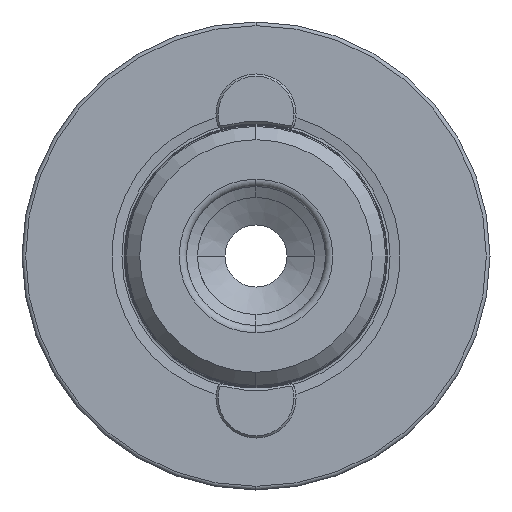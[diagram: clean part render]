
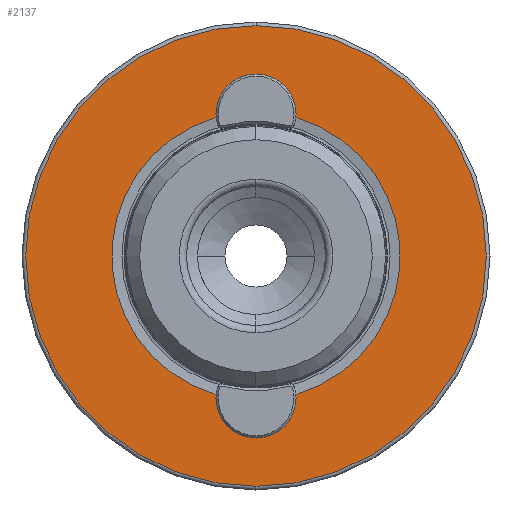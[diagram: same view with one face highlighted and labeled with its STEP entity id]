
A CAD part, left-side view. The second image highlights one B-rep face of the part: STEP entity #2137.
In plain terms, the highlighted planar face has unit normal (-1, 0, 0).
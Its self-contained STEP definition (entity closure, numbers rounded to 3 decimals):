
#73 = CARTESIAN_POINT ( 'NONE',  ( 0., 0., 31.5 ) ) ;
#116 = EDGE_CURVE ( 'NONE', #815, #4236, #125, .T. ) ;
#125 = CIRCLE ( 'NONE', #2778, 3. ) ;
#136 = AXIS2_PLACEMENT_3D ( 'NONE', #1009, #998, #1233 ) ;
#362 = CARTESIAN_POINT ( 'NONE',  ( 0., 0., 24.5 ) ) ;
#363 = ORIENTED_EDGE ( 'NONE', *, *, #4010, .F. ) ;
#463 = CARTESIAN_POINT ( 'NONE',  ( 0., 2.305, -19.58 ) ) ;
#527 = ORIENTED_EDGE ( 'NONE', *, *, #3201, .T. ) ;
#693 = CARTESIAN_POINT ( 'NONE',  ( 0., -2.305, -19.58 ) ) ;
#815 = VERTEX_POINT ( 'NONE', #4093 ) ;
#816 = CARTESIAN_POINT ( 'NONE',  ( 0., -2.305, 19.58 ) ) ;
#871 = FACE_OUTER_BOUND ( 'NONE', #1496, .T. ) ;
#873 = EDGE_CURVE ( 'NONE', #4934, #2551, #4935, .T. ) ;
#998 = DIRECTION ( 'NONE',  ( 1., 0., 0. ) ) ;
#1009 = CARTESIAN_POINT ( 'NONE',  ( 0., 0., 21.5 ) ) ;
#1231 = EDGE_LOOP ( 'NONE', ( #363, #527, #1786, #1555, #4853, #3684 ) ) ;
#1233 = DIRECTION ( 'NONE',  ( 0., 0., -1. ) ) ;
#1268 = EDGE_CURVE ( 'NONE', #4736, #4790, #4490, .T. ) ;
#1353 = CARTESIAN_POINT ( 'NONE',  ( 0., 0., -21.5 ) ) ;
#1389 = DIRECTION ( 'NONE',  ( -1., 0., 0. ) ) ;
#1458 = DIRECTION ( 'NONE',  ( 0., 0., 1. ) ) ;
#1494 = CARTESIAN_POINT ( 'NONE',  ( 0., 0., -19.715 ) ) ;
#1496 = EDGE_LOOP ( 'NONE', ( #2746, #4527 ) ) ;
#1527 = PLANE ( 'NONE',  #4886 ) ;
#1531 = DIRECTION ( 'NONE',  ( 1., 0., 0. ) ) ;
#1539 = DIRECTION ( 'NONE',  ( 0., 0., -1. ) ) ;
#1547 = AXIS2_PLACEMENT_3D ( 'NONE', #3980, #3970, #3948 ) ;
#1555 = ORIENTED_EDGE ( 'NONE', *, *, #4503, .F. ) ;
#1589 = DIRECTION ( 'NONE',  ( 0., 0., 1. ) ) ;
#1596 = DIRECTION ( 'NONE',  ( -1., 0., 0. ) ) ;
#1602 = CARTESIAN_POINT ( 'NONE',  ( 0., 0., 0. ) ) ;
#1786 = ORIENTED_EDGE ( 'NONE', *, *, #1268, .T. ) ;
#1894 = CARTESIAN_POINT ( 'NONE',  ( 0., 0., 0. ) ) ;
#1922 = DIRECTION ( 'NONE',  ( -1., 0., 0. ) ) ;
#1978 = DIRECTION ( 'NONE',  ( 0., 0., 1. ) ) ;
#1989 = VERTEX_POINT ( 'NONE', #463 ) ;
#2137 = ADVANCED_FACE ( 'NONE', ( #5054, #871 ), #1527, .F. ) ;
#2333 = CIRCLE ( 'NONE', #136, 3. ) ;
#2392 = EDGE_CURVE ( 'NONE', #2551, #4934, #5224, .T. ) ;
#2551 = VERTEX_POINT ( 'NONE', #3652 ) ;
#2573 = CIRCLE ( 'NONE', #2787, 3. ) ;
#2664 = EDGE_CURVE ( 'NONE', #1989, #815, #2573, .T. ) ;
#2746 = ORIENTED_EDGE ( 'NONE', *, *, #873, .T. ) ;
#2778 = AXIS2_PLACEMENT_3D ( 'NONE', #1353, #1389, #1458 ) ;
#2787 = AXIS2_PLACEMENT_3D ( 'NONE', #4136, #4165, #4170 ) ;
#2844 = VERTEX_POINT ( 'NONE', #4798 ) ;
#2860 = CARTESIAN_POINT ( 'NONE',  ( 0., 0., 0. ) ) ;
#2876 = AXIS2_PLACEMENT_3D ( 'NONE', #2860, #2877, #2879 ) ;
#2877 = DIRECTION ( 'NONE',  ( -1., 0., 0. ) ) ;
#2879 = DIRECTION ( 'NONE',  ( 0., 0., 1. ) ) ;
#3201 = EDGE_CURVE ( 'NONE', #2844, #4736, #2333, .T. ) ;
#3294 = DIRECTION ( 'NONE',  ( 0., 0., 1. ) ) ;
#3317 = DIRECTION ( 'NONE',  ( -1., 0., 0. ) ) ;
#3338 = CARTESIAN_POINT ( 'NONE',  ( 0., 0., 0. ) ) ;
#3652 = CARTESIAN_POINT ( 'NONE',  ( 0., 0., -31.5 ) ) ;
#3684 = ORIENTED_EDGE ( 'NONE', *, *, #2664, .F. ) ;
#3948 = DIRECTION ( 'NONE',  ( 0., 0., -1. ) ) ;
#3970 = DIRECTION ( 'NONE',  ( 1., 0., 0. ) ) ;
#3980 = CARTESIAN_POINT ( 'NONE',  ( 0., 0., 21.5 ) ) ;
#3988 = AXIS2_PLACEMENT_3D ( 'NONE', #3338, #3317, #3294 ) ;
#4010 = EDGE_CURVE ( 'NONE', #2844, #1989, #4092, .T. ) ;
#4092 = CIRCLE ( 'NONE', #4475, 19.715 ) ;
#4093 = CARTESIAN_POINT ( 'NONE',  ( 0., 0., -24.5 ) ) ;
#4136 = CARTESIAN_POINT ( 'NONE',  ( 0., 0., -21.5 ) ) ;
#4165 = DIRECTION ( 'NONE',  ( -1., 0., 0. ) ) ;
#4170 = DIRECTION ( 'NONE',  ( 0., 0., 1. ) ) ;
#4236 = VERTEX_POINT ( 'NONE', #693 ) ;
#4475 = AXIS2_PLACEMENT_3D ( 'NONE', #1602, #1596, #1589 ) ;
#4477 = CIRCLE ( 'NONE', #3988, 19.715 ) ;
#4490 = CIRCLE ( 'NONE', #1547, 3. ) ;
#4503 = EDGE_CURVE ( 'NONE', #4236, #4790, #4477, .T. ) ;
#4527 = ORIENTED_EDGE ( 'NONE', *, *, #2392, .T. ) ;
#4736 = VERTEX_POINT ( 'NONE', #362 ) ;
#4754 = AXIS2_PLACEMENT_3D ( 'NONE', #1894, #1922, #1978 ) ;
#4790 = VERTEX_POINT ( 'NONE', #816 ) ;
#4798 = CARTESIAN_POINT ( 'NONE',  ( 0., 2.305, 19.58 ) ) ;
#4853 = ORIENTED_EDGE ( 'NONE', *, *, #116, .F. ) ;
#4886 = AXIS2_PLACEMENT_3D ( 'NONE', #1494, #1531, #1539 ) ;
#4934 = VERTEX_POINT ( 'NONE', #73 ) ;
#4935 = CIRCLE ( 'NONE', #4754, 31.5 ) ;
#5054 = FACE_BOUND ( 'NONE', #1231, .T. ) ;
#5224 = CIRCLE ( 'NONE', #2876, 31.5 ) ;
